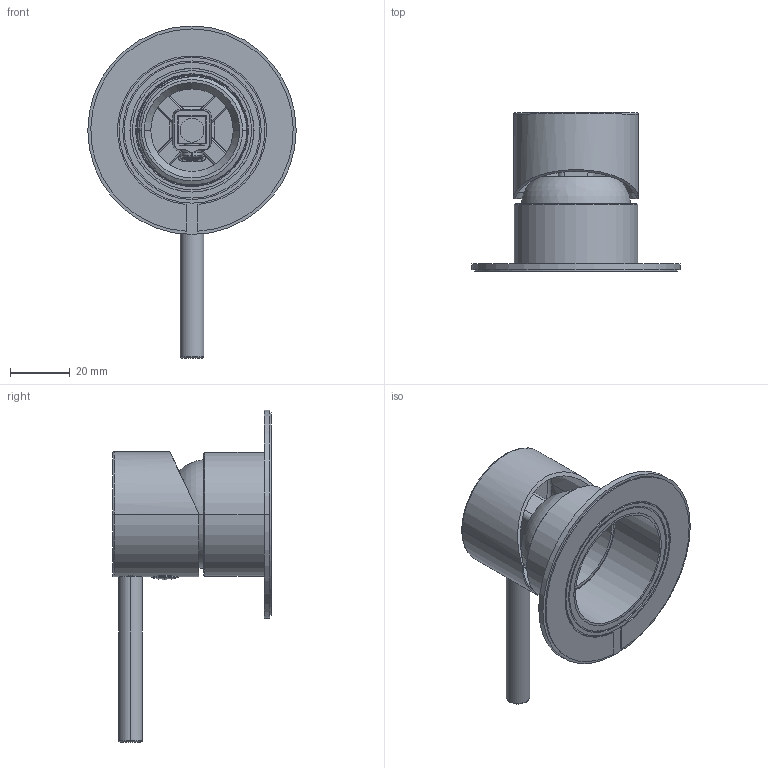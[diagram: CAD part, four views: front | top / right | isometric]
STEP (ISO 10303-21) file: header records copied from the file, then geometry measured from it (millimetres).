
FILE_DESCRIPTION((''),'2;1');
FILE_NAME('ALOG246E001','2023-05-05T15:00:28',('michelaferrini'),(''),'CREO PARAMETRIC BY PTC INC, 2022164','CREO PARAMETRIC BY PTC INC, 2022164','');
FILE_SCHEMA(('CONFIG_CONTROL_DESIGN'));
Length unit declared in the file: millimetre
Products named in the file (13): SINMAC0010_AF1; ALOG230C001; AOTT608C002_AF1; ALOG230W001_AF1; SORMAC0022_AF1; SGUMAC0018_AF1; SCCMAC0011; ALOG005C004; ALOG005C002; ALOG005A001; SVGMAC0006; SPLMAC0001; ALOG246E001
Assembly tree (12 placements, depth 3):
  ALOG246E001
    SINMAC0010_AF1
    ALOG230W001_AF1
      ALOG230C001
      AOTT608C002_AF1
    SORMAC0022_AF1
    SGUMAC0018_AF1
    SCCMAC0011
    ALOG005A001
      ALOG005C004
      ALOG005C002
    SVGMAC0006
    SPLMAC0001
Bounding box: 70 x 53.32 x 111.5 mm (x, y, z)
Volume: 23123.4 mm3; surface area: 32792.2 mm2
Topology: 10 solids, 14 shells, 295 faces, 710 edges, 440 vertices
Faces by surface type: cylinder 101, plane 83, bspline 48, cone 35, torus 21, sphere 7
Entity records: 14386 total; most frequent: CARTESIAN_POINT 7600, ORIENTED_EDGE 1392, DIRECTION 1305, EDGE_CURVE 706, AXIS2_PLACEMENT_3D 523, VERTEX_POINT 440, EDGE_LOOP 320, FACE_OUTER_BOUND 295
